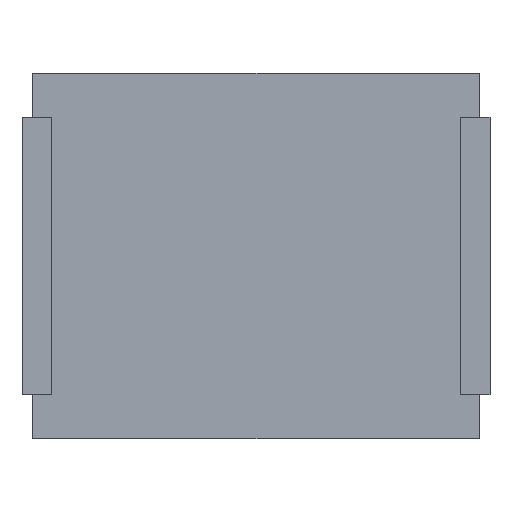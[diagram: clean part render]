
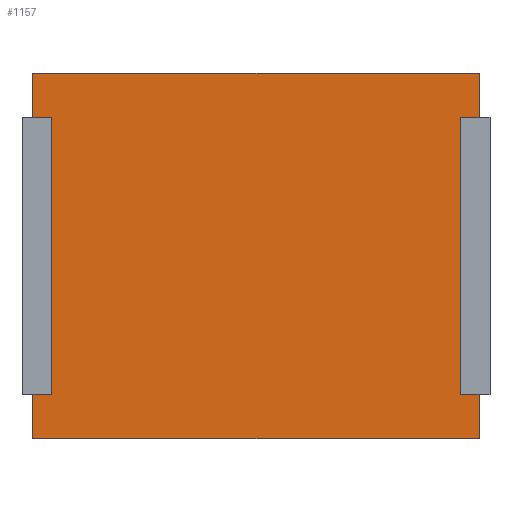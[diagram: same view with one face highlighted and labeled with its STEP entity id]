
A CAD part, front view. The second image highlights one B-rep face of the part: STEP entity #1157.
In plain terms, the highlighted planar face has unit normal (0, -1, 0).
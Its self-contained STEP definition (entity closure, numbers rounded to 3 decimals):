
#1052 = EDGE_CURVE ( 'NONE', #1548, #1621, #4891, .T. ) ;
#1126 = EDGE_CURVE ( 'NONE', #1629, #1630, #4188, .T. ) ;
#1135 = EDGE_CURVE ( 'NONE', #1629, #1641, #2158, .T. ) ;
#1140 = EDGE_CURVE ( 'NONE', #1625, #1621, #2199, .T. ) ;
#1157 = ADVANCED_FACE ( 'NONE', ( #6181 ), #2414, .T. ) ;
#1161 = EDGE_CURVE ( 'NONE', #1630, #1548, #2456, .T. ) ;
#1164 = EDGE_CURVE ( 'NONE', #1626, #1625, #2474, .T. ) ;
#1174 = EDGE_CURVE ( 'NONE', #1637, #1627, #2552, .T. ) ;
#1189 = EDGE_CURVE ( 'NONE', #1627, #1624, #2737, .T. ) ;
#1195 = EDGE_CURVE ( 'NONE', #1624, #1628, #2767, .T. ) ;
#1196 = EDGE_CURVE ( 'NONE', #1626, #1639, #2770, .T. ) ;
#1197 = EDGE_CURVE ( 'NONE', #1639, #1637, #2773, .T. ) ;
#1361 = ORIENTED_EDGE ( 'NONE', *, *, #1135, .T. ) ;
#1387 = ORIENTED_EDGE ( 'NONE', *, *, #5096, .F. ) ;
#1389 = ORIENTED_EDGE ( 'NONE', *, *, #1161, .F. ) ;
#1406 = ORIENTED_EDGE ( 'NONE', *, *, #1126, .F. ) ;
#1548 = VERTEX_POINT ( 'NONE', #3346 ) ;
#1621 = VERTEX_POINT ( 'NONE', #3419 ) ;
#1624 = VERTEX_POINT ( 'NONE', #3422 ) ;
#1625 = VERTEX_POINT ( 'NONE', #3423 ) ;
#1626 = VERTEX_POINT ( 'NONE', #3424 ) ;
#1627 = VERTEX_POINT ( 'NONE', #3425 ) ;
#1628 = VERTEX_POINT ( 'NONE', #3426 ) ;
#1629 = VERTEX_POINT ( 'NONE', #3427 ) ;
#1630 = VERTEX_POINT ( 'NONE', #3428 ) ;
#1637 = VERTEX_POINT ( 'NONE', #3435 ) ;
#1639 = VERTEX_POINT ( 'NONE', #3437 ) ;
#1641 = VERTEX_POINT ( 'NONE', #3439 ) ;
#1685 = ORIENTED_EDGE ( 'NONE', *, *, #1195, .F. ) ;
#1725 = ORIENTED_EDGE ( 'NONE', *, *, #1052, .F. ) ;
#1726 = ORIENTED_EDGE ( 'NONE', *, *, #1140, .T. ) ;
#1727 = ORIENTED_EDGE ( 'NONE', *, *, #1164, .T. ) ;
#1728 = ORIENTED_EDGE ( 'NONE', *, *, #1189, .F. ) ;
#1729 = ORIENTED_EDGE ( 'NONE', *, *, #1196, .F. ) ;
#1730 = ORIENTED_EDGE ( 'NONE', *, *, #1174, .F. ) ;
#1731 = ORIENTED_EDGE ( 'NONE', *, *, #1197, .F. ) ;
#1943 = EDGE_LOOP ( 'NONE', ( #1685, #1728, #1730, #1731, #1729, #1727, #1726, #1725, #1389, #1406, #1361, #1387 ) ) ;
#2158 = LINE ( 'NONE', #2159, #6430 ) ;
#2159 = CARTESIAN_POINT ( 'NONE',  ( 1.525, -1.06, -0.95 ) ) ;
#2160 = DIRECTION ( 'NONE',  ( -1., 0., 0. ) ) ;
#2199 = LINE ( 'NONE', #2200, #6418 ) ;
#2200 = CARTESIAN_POINT ( 'NONE',  ( -1.525, -1.06, -0.95 ) ) ;
#2201 = DIRECTION ( 'NONE',  ( -1., 0., 0. ) ) ;
#2414 = PLANE ( 'NONE',  #6163 ) ;
#2424 = CARTESIAN_POINT ( 'NONE',  ( 0., -1.06, 0. ) ) ;
#2425 = DIRECTION ( 'NONE',  ( 0., -1., 0. ) ) ;
#2426 = DIRECTION ( 'NONE',  ( 0., 0., -1. ) ) ;
#2456 = LINE ( 'NONE', #2457, #6373 ) ;
#2457 = CARTESIAN_POINT ( 'NONE',  ( 1.525, -1.06, -1.25 ) ) ;
#2458 = DIRECTION ( 'NONE',  ( -1., 0., 0. ) ) ;
#2474 = LINE ( 'NONE', #2475, #6375 ) ;
#2475 = CARTESIAN_POINT ( 'NONE',  ( -1.4, -1.06, 0.95 ) ) ;
#2476 = DIRECTION ( 'NONE',  ( 0., 0., -1. ) ) ;
#2552 = LINE ( 'NONE', #2553, #5223 ) ;
#2553 = CARTESIAN_POINT ( 'NONE',  ( 1.525, -1.06, 1.25 ) ) ;
#2554 = DIRECTION ( 'NONE',  ( 1., 0., 0. ) ) ;
#2737 = LINE ( 'NONE', #2738, #5233 ) ;
#2738 = CARTESIAN_POINT ( 'NONE',  ( 1.525, -1.06, -1.25 ) ) ;
#2739 = DIRECTION ( 'NONE',  ( 0., 0., -1. ) ) ;
#2767 = LINE ( 'NONE', #2768, #5215 ) ;
#2768 = CARTESIAN_POINT ( 'NONE',  ( 1.525, -1.06, 0.95 ) ) ;
#2769 = DIRECTION ( 'NONE',  ( -1., 0., 0. ) ) ;
#2770 = LINE ( 'NONE', #2771, #5214 ) ;
#2771 = CARTESIAN_POINT ( 'NONE',  ( -1.525, -1.06, 0.95 ) ) ;
#2772 = DIRECTION ( 'NONE',  ( -1., 0., 0. ) ) ;
#2773 = LINE ( 'NONE', #2774, #5222 ) ;
#2774 = CARTESIAN_POINT ( 'NONE',  ( -1.525, -1.06, -1.25 ) ) ;
#2775 = DIRECTION ( 'NONE',  ( 0., 0., 1. ) ) ;
#3346 = CARTESIAN_POINT ( 'NONE',  ( -1.525, -1.06, -1.25 ) ) ;
#3419 = CARTESIAN_POINT ( 'NONE',  ( -1.525, -1.06, -0.95 ) ) ;
#3422 = CARTESIAN_POINT ( 'NONE',  ( 1.525, -1.06, 0.95 ) ) ;
#3423 = CARTESIAN_POINT ( 'NONE',  ( -1.4, -1.06, -0.95 ) ) ;
#3424 = CARTESIAN_POINT ( 'NONE',  ( -1.4, -1.06, 0.95 ) ) ;
#3425 = CARTESIAN_POINT ( 'NONE',  ( 1.525, -1.06, 1.25 ) ) ;
#3426 = CARTESIAN_POINT ( 'NONE',  ( 1.4, -1.06, 0.95 ) ) ;
#3427 = CARTESIAN_POINT ( 'NONE',  ( 1.525, -1.06, -0.95 ) ) ;
#3428 = CARTESIAN_POINT ( 'NONE',  ( 1.525, -1.06, -1.25 ) ) ;
#3435 = CARTESIAN_POINT ( 'NONE',  ( -1.525, -1.06, 1.25 ) ) ;
#3437 = CARTESIAN_POINT ( 'NONE',  ( -1.525, -1.06, 0.95 ) ) ;
#3439 = CARTESIAN_POINT ( 'NONE',  ( 1.4, -1.06, -0.95 ) ) ;
#3826 = LINE ( 'NONE', #3827, #6345 ) ;
#3827 = CARTESIAN_POINT ( 'NONE',  ( 1.4, -1.06, 0.95 ) ) ;
#3828 = DIRECTION ( 'NONE',  ( 0., 0., -1. ) ) ;
#4188 = LINE ( 'NONE', #4192, #5753 ) ;
#4192 = CARTESIAN_POINT ( 'NONE',  ( 1.525, -1.06, -1.25 ) ) ;
#4193 = DIRECTION ( 'NONE',  ( 0., 0., -1. ) ) ;
#4891 = LINE ( 'NONE', #4892, #6393 ) ;
#4892 = CARTESIAN_POINT ( 'NONE',  ( -1.525, -1.06, -1.25 ) ) ;
#4893 = DIRECTION ( 'NONE',  ( 0., 0., 1. ) ) ;
#5096 = EDGE_CURVE ( 'NONE', #1628, #1641, #3826, .T. ) ;
#5214 = VECTOR ( 'NONE', #2772, 1000. ) ;
#5215 = VECTOR ( 'NONE', #2769, 1000. ) ;
#5222 = VECTOR ( 'NONE', #2775, 1000. ) ;
#5223 = VECTOR ( 'NONE', #2554, 1000. ) ;
#5233 = VECTOR ( 'NONE', #2739, 1000. ) ;
#5753 = VECTOR ( 'NONE', #4193, 1000. ) ;
#6163 = AXIS2_PLACEMENT_3D ( 'NONE', #2424, #2425, #2426 ) ;
#6181 = FACE_OUTER_BOUND ( 'NONE', #1943, .T. ) ;
#6345 = VECTOR ( 'NONE', #3828, 1000. ) ;
#6373 = VECTOR ( 'NONE', #2458, 1000. ) ;
#6375 = VECTOR ( 'NONE', #2476, 1000. ) ;
#6393 = VECTOR ( 'NONE', #4893, 1000. ) ;
#6418 = VECTOR ( 'NONE', #2201, 1000. ) ;
#6430 = VECTOR ( 'NONE', #2160, 1000. ) ;
